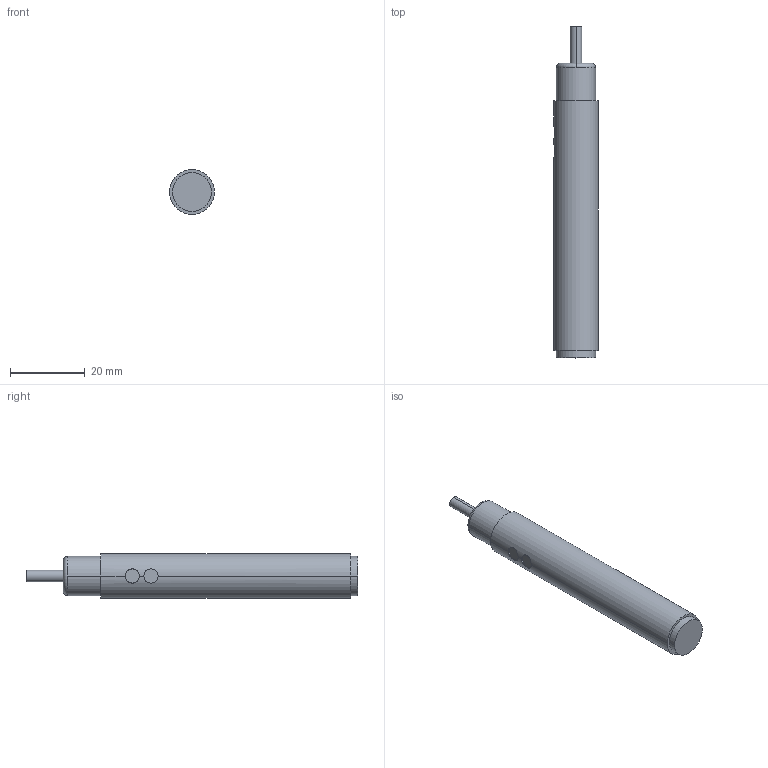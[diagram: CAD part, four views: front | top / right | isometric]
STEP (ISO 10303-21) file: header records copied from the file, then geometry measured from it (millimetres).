
FILE_DESCRIPTION((''),'2;1');
FILE_NAME('DM_CAD-3165','2017-08-01T',('creinig-se'),(''),'PRO/ENGINEER BY PARAMETRIC TECHNOLOGY CORPORATION, 2015440','PRO/ENGINEER BY PARAMETRIC TECHNOLOGY CORPORATION, 2015440','');
FILE_SCHEMA(('CONFIG_CONTROL_DESIGN'));
Length unit declared in the file: millimetre
Products named in the file (1): DM_CAD-3165
Bounding box: 12 x 89 x 12 mm (x, y, z)
Volume: 8670.7 mm3; surface area: 3233.9 mm2
Topology: 1 solids, 1 shells, 22 faces, 103 edges, 94 vertices
Faces by surface type: cylinder 12, plane 8, torus 2
Entity records: 1540 total; most frequent: CARTESIAN_POINT 222, DIRECTION 183, PRESENTATION_STYLE_ASSIGNMENT 122, STYLED_ITEM 117, CURVE_STYLE 110, ORIENTED_EDGE 96, AXIS2_PLACEMENT_3D 65, TRIMMED_CURVE 55
